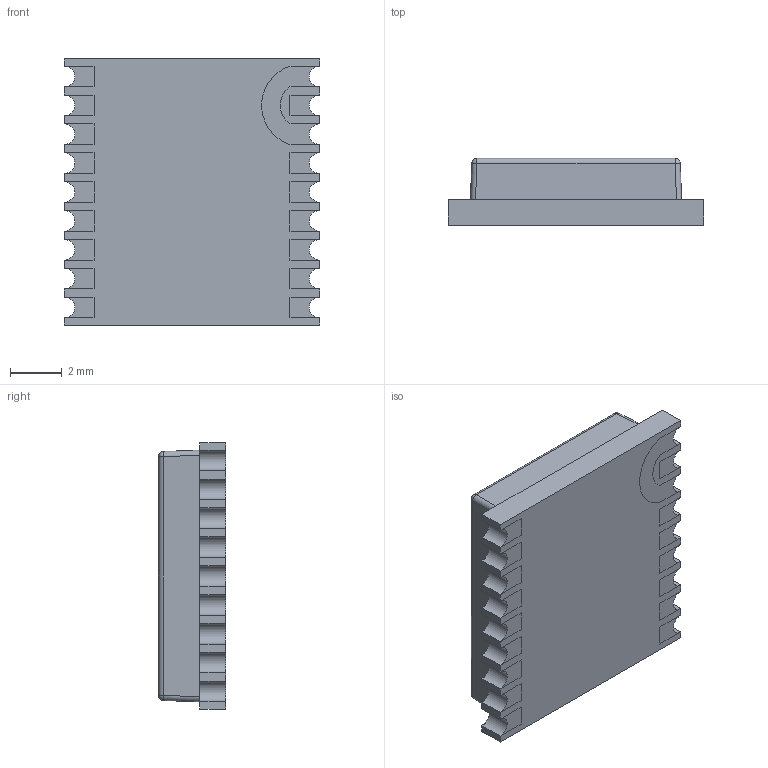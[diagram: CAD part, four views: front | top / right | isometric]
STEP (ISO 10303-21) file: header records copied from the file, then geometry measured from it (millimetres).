
FILE_DESCRIPTION(/* description */ (''),/* implementation_level */ '2;1');
FILE_NAME(/* name */ 'GP-02 v3.step',/* time_stamp */ '2023-12-25T16:58:26+03:00',/* author */ (''),/* organization */ (''),/* preprocessor_version */ 'ST-DEVELOPER v20',/* originating_system */ 'Autodesk Translation Framework v12.14.0.127',/* authorisation */ '');
FILE_SCHEMA (('AUTOMOTIVE_DESIGN { 1 0 10303 214 3 1 1 }'));
Length unit declared in the file: millimetre
Products named in the file (1): GP-02
Bounding box: 9.9 x 2.6 x 10.32 mm (x, y, z)
Volume: 223.4 mm3; surface area: 574 mm2
Topology: 19 solids, 19 shells, 578 faces, 1560 edges, 1035 vertices
Faces by surface type: plane 326, bspline 208, cylinder 40, sphere 4
Full cylindrical faces by diameter (mm): 0.7 x1
Entity records: 19891 total; most frequent: CARTESIAN_POINT 6706, ORIENTED_EDGE 3112, DIRECTION 1953, EDGE_CURVE 1556, LINE 1069, VECTOR 1069, VERTEX_POINT 1035, EDGE_LOOP 597
